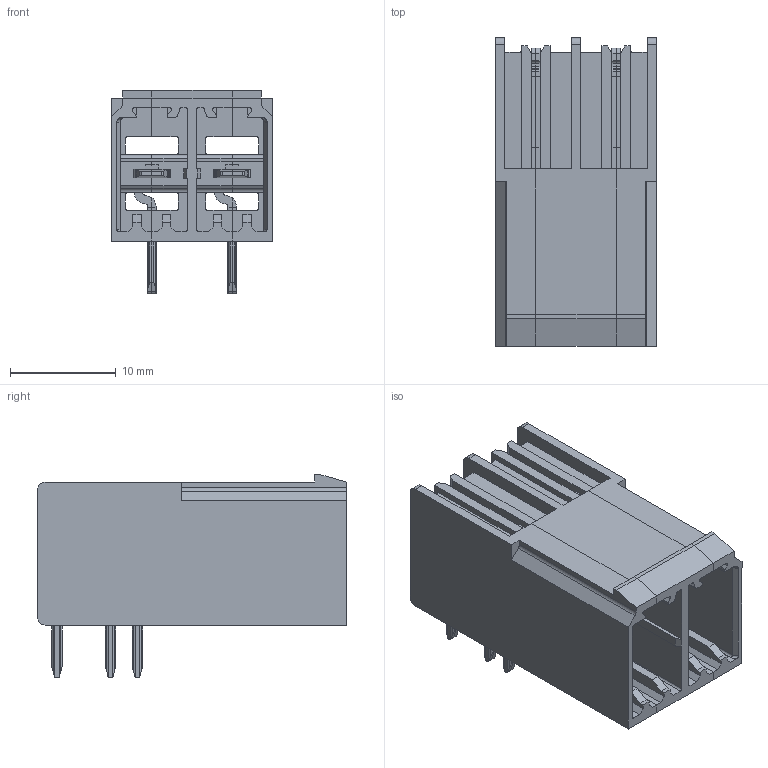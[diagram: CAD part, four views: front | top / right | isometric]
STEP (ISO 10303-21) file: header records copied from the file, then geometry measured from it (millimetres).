
FILE_DESCRIPTION(/* description */ ('Unknown'),/* implementation_level */ '2;1');
FILE_NAME(/* name */ '691375400002',/* time_stamp */ '2022-06-29T14:42:31+02:00',/* author */ ('Unknown'),/* organization */ ('Unknown'),/* preprocessor_version */ 'ST-DEVELOPER v16.7',/* originating_system */ 'Solid Edge',/* authorisation */ 'Unknown');
FILE_SCHEMA (('AUTOMOTIVE_DESIGN {1 0 10303 214 3 1 1}'));
Length unit declared in the file: millimetre
Products named in the file (4): 6913754100xx; 6913754100xx_CTR; 6913754100xx_LEFT; 6913754100xx_RIGHT
Assembly tree (3 placements, depth 2):
  6913754100xx
    6913754100xx_CTR
    6913754100xx_LEFT
    6913754100xx_RIGHT
Bounding box: 15.24 x 29.25 x 19.3 mm (x, y, z)
Volume: 2226.4 mm3; surface area: 5538.4 mm2
Topology: 3 solids, 3 shells, 803 faces, 2335 edges, 1530 vertices
Faces by surface type: plane 609, cylinder 188, sphere 4, bspline 2
Entity records: 32395 total; most frequent: CARTESIAN_POINT 5206, ORIENTED_EDGE 4654, DIRECTION 4337, EDGE_CURVE 2327, LINE 1871, VECTOR 1871, VERTEX_POINT 1526, AXIS2_PLACEMENT_3D 1233
